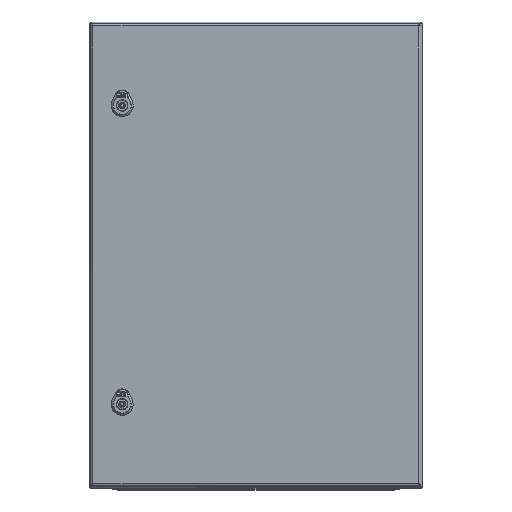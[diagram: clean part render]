
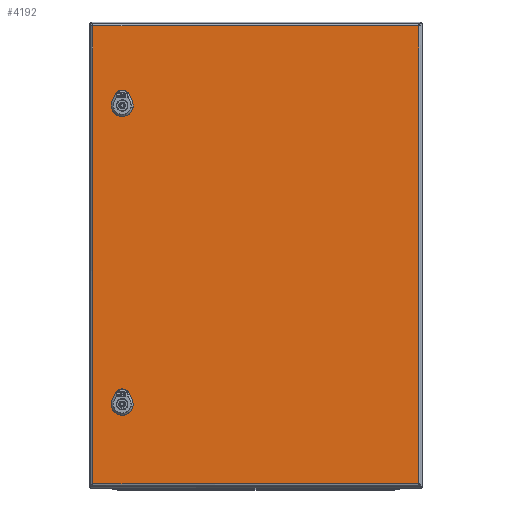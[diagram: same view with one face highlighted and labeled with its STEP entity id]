
A CAD part, top view. The second image highlights one B-rep face of the part: STEP entity #4192.
In plain terms, the highlighted face is planar.
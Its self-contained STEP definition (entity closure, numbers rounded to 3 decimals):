
#731=FACE_BOUND('',#6517,.T.);
#732=FACE_BOUND('',#6518,.T.);
#733=FACE_BOUND('',#6519,.T.);
#4192=ADVANCED_FACE('',(#731,#732,#733),#4966,.F.);
#4966=PLANE('',#20041);
#6517=EDGE_LOOP('',(#10440,#10441,#10442,#10443,#10444,#10445,#10446,#10447));
#6518=EDGE_LOOP('',(#10448,#10449,#10450,#10451,#10452,#10453,#10454,#10455));
#6519=EDGE_LOOP('',(#10456,#10457,#10458,#10459));
#7642=CIRCLE('',#20033,11.25);
#7643=CIRCLE('',#20034,11.25);
#7644=CIRCLE('',#20035,11.25);
#7645=CIRCLE('',#20036,11.25);
#7646=CIRCLE('',#20037,11.25);
#7647=CIRCLE('',#20038,11.25);
#7648=CIRCLE('',#20039,11.25);
#7649=CIRCLE('',#20040,11.25);
#10440=ORIENTED_EDGE('',*,*,#15641,.T.);
#10441=ORIENTED_EDGE('',*,*,#15642,.T.);
#10442=ORIENTED_EDGE('',*,*,#15643,.T.);
#10443=ORIENTED_EDGE('',*,*,#15644,.T.);
#10444=ORIENTED_EDGE('',*,*,#15645,.T.);
#10445=ORIENTED_EDGE('',*,*,#15646,.T.);
#10446=ORIENTED_EDGE('',*,*,#15647,.T.);
#10447=ORIENTED_EDGE('',*,*,#15648,.T.);
#10448=ORIENTED_EDGE('',*,*,#15649,.T.);
#10449=ORIENTED_EDGE('',*,*,#15650,.T.);
#10450=ORIENTED_EDGE('',*,*,#15651,.T.);
#10451=ORIENTED_EDGE('',*,*,#15652,.T.);
#10452=ORIENTED_EDGE('',*,*,#15653,.T.);
#10453=ORIENTED_EDGE('',*,*,#15654,.T.);
#10454=ORIENTED_EDGE('',*,*,#15655,.T.);
#10455=ORIENTED_EDGE('',*,*,#15656,.T.);
#10456=ORIENTED_EDGE('',*,*,#15657,.T.);
#10457=ORIENTED_EDGE('',*,*,#15658,.T.);
#10458=ORIENTED_EDGE('',*,*,#15659,.T.);
#10459=ORIENTED_EDGE('',*,*,#15660,.T.);
#13750=VERTEX_POINT('',#35292);
#13751=VERTEX_POINT('',#35293);
#13752=VERTEX_POINT('',#35295);
#13753=VERTEX_POINT('',#35297);
#13754=VERTEX_POINT('',#35299);
#13755=VERTEX_POINT('',#35301);
#13756=VERTEX_POINT('',#35303);
#13757=VERTEX_POINT('',#35305);
#13758=VERTEX_POINT('',#35308);
#13759=VERTEX_POINT('',#35309);
#13760=VERTEX_POINT('',#35311);
#13761=VERTEX_POINT('',#35313);
#13762=VERTEX_POINT('',#35315);
#13763=VERTEX_POINT('',#35317);
#13764=VERTEX_POINT('',#35319);
#13765=VERTEX_POINT('',#35321);
#13766=VERTEX_POINT('',#35324);
#13767=VERTEX_POINT('',#35325);
#13768=VERTEX_POINT('',#35327);
#13769=VERTEX_POINT('',#35329);
#15641=EDGE_CURVE('',#13750,#13751,#17464,.T.);
#15642=EDGE_CURVE('',#13751,#13752,#7642,.T.);
#15643=EDGE_CURVE('',#13752,#13753,#17465,.T.);
#15644=EDGE_CURVE('',#13753,#13754,#7643,.T.);
#15645=EDGE_CURVE('',#13754,#13755,#17466,.T.);
#15646=EDGE_CURVE('',#13755,#13756,#7644,.T.);
#15647=EDGE_CURVE('',#13756,#13757,#17467,.T.);
#15648=EDGE_CURVE('',#13757,#13750,#7645,.T.);
#15649=EDGE_CURVE('',#13758,#13759,#17468,.T.);
#15650=EDGE_CURVE('',#13759,#13760,#7646,.T.);
#15651=EDGE_CURVE('',#13760,#13761,#17469,.T.);
#15652=EDGE_CURVE('',#13761,#13762,#7647,.T.);
#15653=EDGE_CURVE('',#13762,#13763,#17470,.T.);
#15654=EDGE_CURVE('',#13763,#13764,#7648,.T.);
#15655=EDGE_CURVE('',#13764,#13765,#17471,.T.);
#15656=EDGE_CURVE('',#13765,#13758,#7649,.T.);
#15657=EDGE_CURVE('',#13766,#13767,#17472,.T.);
#15658=EDGE_CURVE('',#13767,#13768,#17473,.T.);
#15659=EDGE_CURVE('',#13768,#13769,#17474,.T.);
#15660=EDGE_CURVE('',#13769,#13766,#17475,.T.);
#17464=LINE('',#35291,#18678);
#17465=LINE('',#35296,#18679);
#17466=LINE('',#35300,#18680);
#17467=LINE('',#35304,#18681);
#17468=LINE('',#35307,#18682);
#17469=LINE('',#35312,#18683);
#17470=LINE('',#35316,#18684);
#17471=LINE('',#35320,#18685);
#17472=LINE('',#35323,#18686);
#17473=LINE('',#35326,#18687);
#17474=LINE('',#35328,#18688);
#17475=LINE('',#35330,#18689);
#18678=VECTOR('',#22814,1.);
#18679=VECTOR('',#22817,1.);
#18680=VECTOR('',#22820,1.);
#18681=VECTOR('',#22823,1.);
#18682=VECTOR('',#22826,1.);
#18683=VECTOR('',#22829,1.);
#18684=VECTOR('',#22832,1.);
#18685=VECTOR('',#22835,1.);
#18686=VECTOR('',#22838,1.);
#18687=VECTOR('',#22839,1.);
#18688=VECTOR('',#22840,1.);
#18689=VECTOR('',#22841,1.);
#20033=AXIS2_PLACEMENT_3D('',#35294,#22815,#22816);
#20034=AXIS2_PLACEMENT_3D('',#35298,#22818,#22819);
#20035=AXIS2_PLACEMENT_3D('',#35302,#22821,#22822);
#20036=AXIS2_PLACEMENT_3D('',#35306,#22824,#22825);
#20037=AXIS2_PLACEMENT_3D('',#35310,#22827,#22828);
#20038=AXIS2_PLACEMENT_3D('',#35314,#22830,#22831);
#20039=AXIS2_PLACEMENT_3D('',#35318,#22833,#22834);
#20040=AXIS2_PLACEMENT_3D('',#35322,#22836,#22837);
#20041=AXIS2_PLACEMENT_3D('',#35331,#22842,#22843);
#22814=DIRECTION('',(-1.,0.,0.));
#22815=DIRECTION('',(0.,0.,1.));
#22816=DIRECTION('',(1.,0.,0.));
#22817=DIRECTION('',(0.,-1.,0.));
#22818=DIRECTION('',(0.,0.,1.));
#22819=DIRECTION('',(1.,0.,0.));
#22820=DIRECTION('',(1.,0.,0.));
#22821=DIRECTION('',(0.,0.,1.));
#22822=DIRECTION('',(1.,0.,0.));
#22823=DIRECTION('',(0.,1.,0.));
#22824=DIRECTION('',(0.,0.,1.));
#22825=DIRECTION('',(1.,0.,0.));
#22826=DIRECTION('',(-1.,0.,0.));
#22827=DIRECTION('',(0.,0.,1.));
#22828=DIRECTION('',(1.,0.,0.));
#22829=DIRECTION('',(0.,-1.,0.));
#22830=DIRECTION('',(0.,0.,1.));
#22831=DIRECTION('',(1.,0.,0.));
#22832=DIRECTION('',(1.,0.,0.));
#22833=DIRECTION('',(0.,0.,1.));
#22834=DIRECTION('',(1.,0.,0.));
#22835=DIRECTION('',(0.,1.,0.));
#22836=DIRECTION('',(0.,0.,1.));
#22837=DIRECTION('',(1.,0.,0.));
#22838=DIRECTION('',(0.,1.,0.));
#22839=DIRECTION('',(1.,0.,0.));
#22840=DIRECTION('',(0.,-1.,0.));
#22841=DIRECTION('',(-1.,0.,0.));
#22842=DIRECTION('',(0.,0.,1.));
#22843=DIRECTION('',(-1.,0.,0.));
#35291=CARTESIAN_POINT('',(-245.75,-214.3,0.));
#35292=CARTESIAN_POINT('',(205.496,-214.3,0.));
#35293=CARTESIAN_POINT('',(196.004,-214.3,0.));
#35294=CARTESIAN_POINT('',(200.75,-224.5,0.));
#35295=CARTESIAN_POINT('',(190.55,-219.754,0.));
#35296=CARTESIAN_POINT('',(190.55,-345.,0.));
#35297=CARTESIAN_POINT('',(190.55,-229.246,0.));
#35298=CARTESIAN_POINT('',(200.75,-224.5,0.));
#35299=CARTESIAN_POINT('',(196.004,-234.7,0.));
#35300=CARTESIAN_POINT('',(-245.75,-234.7,0.));
#35301=CARTESIAN_POINT('',(205.496,-234.7,0.));
#35302=CARTESIAN_POINT('',(200.75,-224.5,0.));
#35303=CARTESIAN_POINT('',(210.95,-229.246,0.));
#35304=CARTESIAN_POINT('',(210.95,-345.,0.));
#35305=CARTESIAN_POINT('',(210.95,-219.754,0.));
#35306=CARTESIAN_POINT('',(200.75,-224.5,0.));
#35307=CARTESIAN_POINT('',(-245.75,234.7,0.));
#35308=CARTESIAN_POINT('',(205.496,234.7,0.));
#35309=CARTESIAN_POINT('',(196.004,234.7,0.));
#35310=CARTESIAN_POINT('',(200.75,224.5,0.));
#35311=CARTESIAN_POINT('',(190.55,229.246,0.));
#35312=CARTESIAN_POINT('',(190.55,-345.,0.));
#35313=CARTESIAN_POINT('',(190.55,219.754,0.));
#35314=CARTESIAN_POINT('',(200.75,224.5,0.));
#35315=CARTESIAN_POINT('',(196.004,214.3,0.));
#35316=CARTESIAN_POINT('',(-245.75,214.3,0.));
#35317=CARTESIAN_POINT('',(205.496,214.3,0.));
#35318=CARTESIAN_POINT('',(200.75,224.5,0.));
#35319=CARTESIAN_POINT('',(210.95,219.754,0.));
#35320=CARTESIAN_POINT('',(210.95,-345.,0.));
#35321=CARTESIAN_POINT('',(210.95,229.246,0.));
#35322=CARTESIAN_POINT('',(200.75,224.5,0.));
#35323=CARTESIAN_POINT('',(-244.75,-345.,0.));
#35324=CARTESIAN_POINT('',(-244.75,-344.,0.));
#35325=CARTESIAN_POINT('',(-244.75,344.,0.));
#35326=CARTESIAN_POINT('',(-245.75,344.,0.));
#35327=CARTESIAN_POINT('',(244.75,344.,0.));
#35328=CARTESIAN_POINT('',(244.75,-345.,0.));
#35329=CARTESIAN_POINT('',(244.75,-344.,0.));
#35330=CARTESIAN_POINT('',(-245.75,-344.,0.));
#35331=CARTESIAN_POINT('',(-245.75,-345.,0.));
